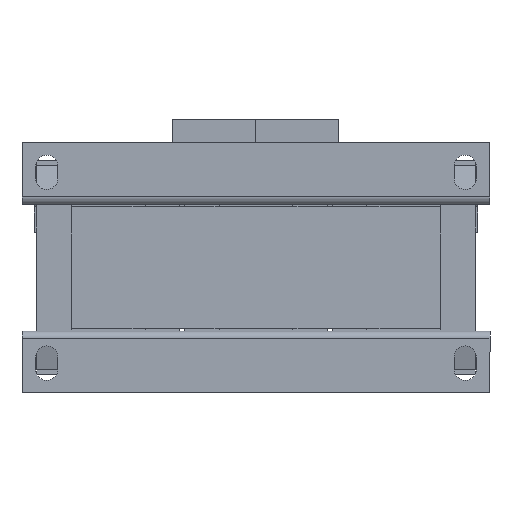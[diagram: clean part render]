
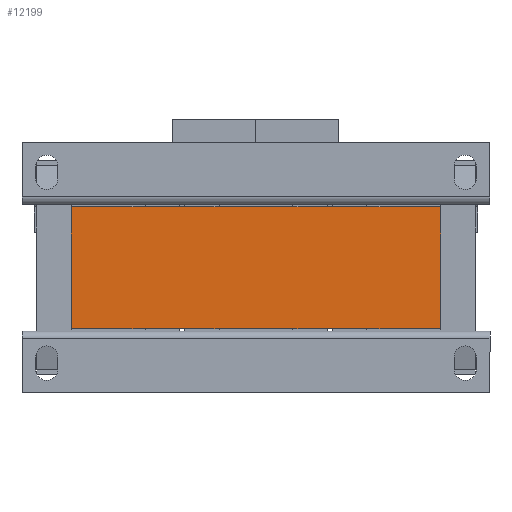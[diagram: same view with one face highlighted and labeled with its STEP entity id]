
A CAD part, front view. The second image highlights one B-rep face of the part: STEP entity #12199.
In plain terms, the highlighted planar face has unit normal (0, -1, 0).
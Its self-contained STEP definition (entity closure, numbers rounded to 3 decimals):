
#106 = VECTOR ( 'NONE', #9112, 1000. ) ;
#197 = CARTESIAN_POINT ( 'NONE',  ( -75., -76.7, 24.75 ) ) ;
#555 = EDGE_CURVE ( 'NONE', #7657, #11930, #14174, .T. ) ;
#572 = DIRECTION ( 'NONE',  ( 1., 0., 0. ) ) ;
#598 = ORIENTED_EDGE ( 'NONE', *, *, #14084, .F. ) ;
#744 = EDGE_CURVE ( 'NONE', #10487, #10505, #14543, .T. ) ;
#999 = CARTESIAN_POINT ( 'NONE',  ( -15., -76.7, 24.75 ) ) ;
#1213 = CARTESIAN_POINT ( 'NONE',  ( -75., -76.7, -24.75 ) ) ;
#1269 = ORIENTED_EDGE ( 'NONE', *, *, #11109, .F. ) ;
#1331 = CARTESIAN_POINT ( 'NONE',  ( 45., -76.7, -24.75 ) ) ;
#1363 = FACE_OUTER_BOUND ( 'NONE', #14300, .T. ) ;
#1545 = LINE ( 'NONE', #5030, #2554 ) ;
#1582 = CARTESIAN_POINT ( 'NONE',  ( -75., -76.7, -24.75 ) ) ;
#1875 = EDGE_CURVE ( 'NONE', #10505, #6467, #5215, .T. ) ;
#2209 = DIRECTION ( 'NONE',  ( 1., 0., 0. ) ) ;
#2294 = CARTESIAN_POINT ( 'NONE',  ( 75., -76.7, -24.75 ) ) ;
#2554 = VECTOR ( 'NONE', #3860, 1000. ) ;
#2649 = VERTEX_POINT ( 'NONE', #14649 ) ;
#2656 = DIRECTION ( 'NONE',  ( 0., 0., -1. ) ) ;
#3740 = DIRECTION ( 'NONE',  ( 1., 0., 0. ) ) ;
#3819 = EDGE_CURVE ( 'NONE', #6467, #7048, #4544, .T. ) ;
#3860 = DIRECTION ( 'NONE',  ( 1., 0., 0. ) ) ;
#4351 = ORIENTED_EDGE ( 'NONE', *, *, #6744, .F. ) ;
#4544 = LINE ( 'NONE', #1213, #7387 ) ;
#4709 = DIRECTION ( 'NONE',  ( 1., 0., 0. ) ) ;
#4806 = VERTEX_POINT ( 'NONE', #14412 ) ;
#4970 = VERTEX_POINT ( 'NONE', #2294 ) ;
#5030 = CARTESIAN_POINT ( 'NONE',  ( 45., -76.7, -24.75 ) ) ;
#5114 = VECTOR ( 'NONE', #3740, 1000. ) ;
#5215 = LINE ( 'NONE', #13454, #10519 ) ;
#5266 = ORIENTED_EDGE ( 'NONE', *, *, #555, .T. ) ;
#5417 = ORIENTED_EDGE ( 'NONE', *, *, #3819, .T. ) ;
#5634 = VERTEX_POINT ( 'NONE', #13603 ) ;
#5969 = VECTOR ( 'NONE', #14246, 1000. ) ;
#6112 = VECTOR ( 'NONE', #10767, 1000. ) ;
#6227 = ORIENTED_EDGE ( 'NONE', *, *, #7827, .T. ) ;
#6292 = DIRECTION ( 'NONE',  ( 1., 0., 0. ) ) ;
#6330 = VERTEX_POINT ( 'NONE', #9297 ) ;
#6467 = VERTEX_POINT ( 'NONE', #7619 ) ;
#6668 = VECTOR ( 'NONE', #4709, 1000. ) ;
#6744 = EDGE_CURVE ( 'NONE', #5634, #2649, #7442, .T. ) ;
#6801 = LINE ( 'NONE', #999, #6668 ) ;
#6927 = CARTESIAN_POINT ( 'NONE',  ( -75., -76.7, -24.75 ) ) ;
#7048 = VERTEX_POINT ( 'NONE', #1331 ) ;
#7347 = ORIENTED_EDGE ( 'NONE', *, *, #12493, .F. ) ;
#7387 = VECTOR ( 'NONE', #9248, 1000. ) ;
#7442 = LINE ( 'NONE', #11923, #6112 ) ;
#7521 = LINE ( 'NONE', #11926, #5114 ) ;
#7619 = CARTESIAN_POINT ( 'NONE',  ( 15., -76.7, -24.75 ) ) ;
#7657 = VERTEX_POINT ( 'NONE', #8858 ) ;
#7816 = ORIENTED_EDGE ( 'NONE', *, *, #13103, .T. ) ;
#7827 = EDGE_CURVE ( 'NONE', #11930, #10487, #15023, .T. ) ;
#7944 = EDGE_CURVE ( 'NONE', #14060, #4806, #7521, .T. ) ;
#8023 = CARTESIAN_POINT ( 'NONE',  ( 15., -76.7, 24.75 ) ) ;
#8530 = CARTESIAN_POINT ( 'NONE',  ( -75., -76.7, 24.75 ) ) ;
#8858 = CARTESIAN_POINT ( 'NONE',  ( -75., -76.7, 24.75 ) ) ;
#9112 = DIRECTION ( 'NONE',  ( 0., 0., -1. ) ) ;
#9248 = DIRECTION ( 'NONE',  ( 1., 0., 0. ) ) ;
#9297 = CARTESIAN_POINT ( 'NONE',  ( 75., -76.7, 24.75 ) ) ;
#9361 = ORIENTED_EDGE ( 'NONE', *, *, #10589, .F. ) ;
#9555 = DIRECTION ( 'NONE',  ( 0., 0., 1. ) ) ;
#10387 = CARTESIAN_POINT ( 'NONE',  ( 45., -76.7, 24.75 ) ) ;
#10416 = CARTESIAN_POINT ( 'NONE',  ( -15., -76.7, -24.75 ) ) ;
#10487 = VERTEX_POINT ( 'NONE', #13494 ) ;
#10505 = VERTEX_POINT ( 'NONE', #10416 ) ;
#10519 = VECTOR ( 'NONE', #572, 1000. ) ;
#10534 = ORIENTED_EDGE ( 'NONE', *, *, #7944, .F. ) ;
#10589 = EDGE_CURVE ( 'NONE', #2649, #14060, #6801, .T. ) ;
#10767 = DIRECTION ( 'NONE',  ( 1., 0., 0. ) ) ;
#10824 = ORIENTED_EDGE ( 'NONE', *, *, #744, .T. ) ;
#10886 = CARTESIAN_POINT ( 'NONE',  ( -75., -76.7, -24.75 ) ) ;
#11109 = EDGE_CURVE ( 'NONE', #7657, #5634, #12936, .T. ) ;
#11923 = CARTESIAN_POINT ( 'NONE',  ( -75., -76.7, 24.75 ) ) ;
#11926 = CARTESIAN_POINT ( 'NONE',  ( -75., -76.7, 24.75 ) ) ;
#11930 = VERTEX_POINT ( 'NONE', #10886 ) ;
#11936 = DIRECTION ( 'NONE',  ( 0., 1., 0. ) ) ;
#12199 = ADVANCED_FACE ( 'NONE', ( #1363 ), #14459, .F. ) ;
#12493 = EDGE_CURVE ( 'NONE', #4806, #6330, #13855, .T. ) ;
#12585 = LINE ( 'NONE', #13731, #106 ) ;
#12670 = VECTOR ( 'NONE', #13783, 1000. ) ;
#12936 = LINE ( 'NONE', #8530, #5969 ) ;
#13028 = VECTOR ( 'NONE', #6292, 1000. ) ;
#13086 = CARTESIAN_POINT ( 'NONE',  ( -75., -76.7, 24.75 ) ) ;
#13103 = EDGE_CURVE ( 'NONE', #7048, #4970, #1545, .T. ) ;
#13454 = CARTESIAN_POINT ( 'NONE',  ( -15., -76.7, -24.75 ) ) ;
#13494 = CARTESIAN_POINT ( 'NONE',  ( -45., -76.7, -24.75 ) ) ;
#13505 = ORIENTED_EDGE ( 'NONE', *, *, #1875, .T. ) ;
#13603 = CARTESIAN_POINT ( 'NONE',  ( -45., -76.7, 24.75 ) ) ;
#13731 = CARTESIAN_POINT ( 'NONE',  ( 75., -76.7, 24.75 ) ) ;
#13783 = DIRECTION ( 'NONE',  ( 1., 0., 0. ) ) ;
#13855 = LINE ( 'NONE', #10387, #12670 ) ;
#13896 = VECTOR ( 'NONE', #2656, 1000. ) ;
#14060 = VERTEX_POINT ( 'NONE', #8023 ) ;
#14084 = EDGE_CURVE ( 'NONE', #6330, #4970, #12585, .T. ) ;
#14174 = LINE ( 'NONE', #13086, #13896 ) ;
#14246 = DIRECTION ( 'NONE',  ( 1., 0., 0. ) ) ;
#14300 = EDGE_LOOP ( 'NONE', ( #6227, #10824, #13505, #5417, #7816, #598, #7347, #10534, #9361, #4351, #1269, #5266 ) ) ;
#14358 = AXIS2_PLACEMENT_3D ( 'NONE', #197, #11936, #9555 ) ;
#14412 = CARTESIAN_POINT ( 'NONE',  ( 45., -76.7, 24.75 ) ) ;
#14459 = PLANE ( 'NONE',  #14358 ) ;
#14543 = LINE ( 'NONE', #1582, #13028 ) ;
#14649 = CARTESIAN_POINT ( 'NONE',  ( -15., -76.7, 24.75 ) ) ;
#14961 = VECTOR ( 'NONE', #2209, 1000. ) ;
#15023 = LINE ( 'NONE', #6927, #14961 ) ;
